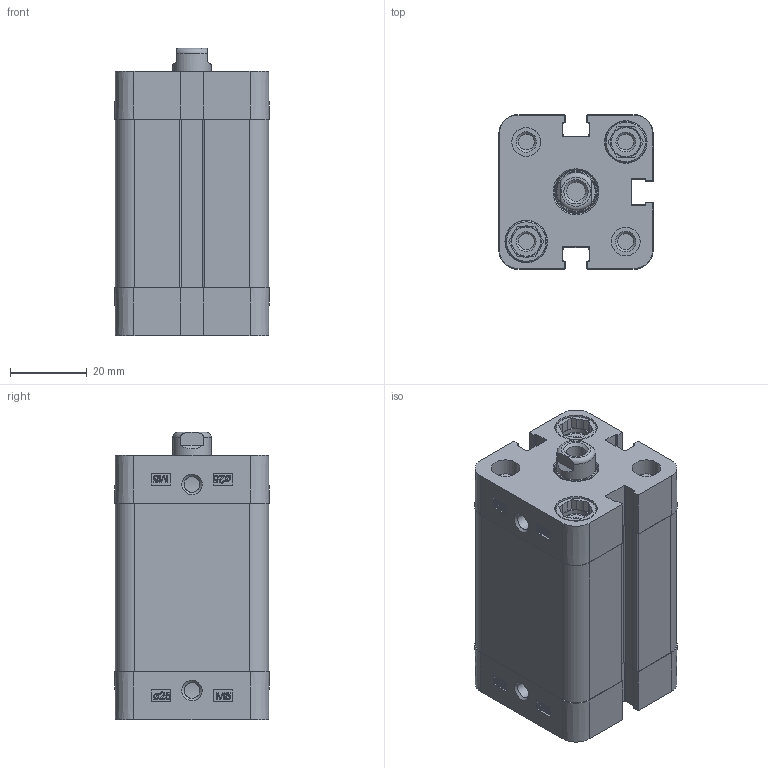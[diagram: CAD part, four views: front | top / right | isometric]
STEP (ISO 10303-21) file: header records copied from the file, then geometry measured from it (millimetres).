
FILE_DESCRIPTION((''),'2;1');
FILE_NAME('PSM025.030.GS.F.stp','2014-01-31T08:49:14',('carlo.corazza'),(''),'Autodesk Inventor 2012','Autodesk Inventor 2012','');
FILE_SCHEMA(('AUTOMOTIVE_DESIGN { 1 0 10303 214 1 1 1 1 }'));
Length unit declared in the file: millimetre
Products named in the file (5): PSM025..GS.F; TP; TA; CORPO-030; STELO-030
Assembly tree (4 placements, depth 2):
  PSM025..GS.F
    TP
    TA
    CORPO-030
    STELO-030
Bounding box: 40.3 x 40.3 x 75 mm (x, y, z)
Volume: 80609.7 mm3; surface area: 31256.2 mm2
Topology: 4 solids, 10 shells, 588 faces, 1532 edges, 1010 vertices
Faces by surface type: plane 302, cylinder 131, bspline 92, cone 46, torus 17
Full cylindrical faces by diameter (mm): 4.134 x3, 4.917 x1, 7.5 x4, 8 x9, 9 x1, 10 x1, 10.48 x1, 10.9 x4, 11.1 x4, 11.4 x1, 12 x1, 13.84 x1, 14 x1, 25 x1
Entity records: 18835 total; most frequent: CARTESIAN_POINT 4395, ORIENTED_EDGE 2862, DIRECTION 2588, EDGE_CURVE 1431, VERTEX_POINT 993, VECTOR 888, LINE 888, AXIS2_PLACEMENT_3D 850
